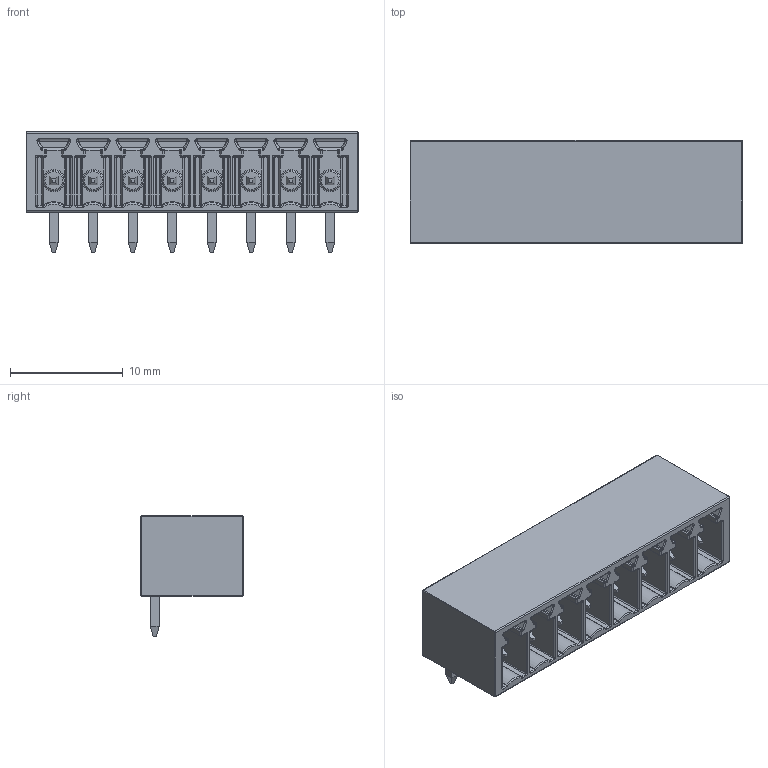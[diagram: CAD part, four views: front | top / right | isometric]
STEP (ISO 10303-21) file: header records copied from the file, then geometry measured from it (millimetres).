
FILE_DESCRIPTION(/* description */ (''),/* implementation_level */ '2;1');
FILE_NAME(/* name */ 'Molex - 395021008.step',/* time_stamp */ '2020-06-25T15:26:03+01:00',/* author */ (''),/* organization */ (''),/* preprocessor_version */ 'ST-DEVELOPER v18.1',/* originating_system */ 'Autodesk Translation Framework v9.3.0.1241',/* authorisation */ '');
FILE_SCHEMA (('AUTOMOTIVE_DESIGN { 1 0 10303 214 3 1 1 }'));
Length unit declared in the file: inch
Products named in the file (1): Molex - 395021008
Bounding box: 29.46 x 9.14 x 10.67 mm (x, y, z)
Volume: 1009.7 mm3; surface area: 2685.9 mm2
Topology: 1 solids, 1 shells, 1186 faces, 2648 edges, 1488 vertices
Faces by surface type: cylinder 428, plane 310, torus 168, bspline 152, sphere 128
Full cylindrical faces by diameter (mm): 1.778 x8
Entity records: 40185 total; most frequent: CARTESIAN_POINT 14107, DIRECTION 5622, ORIENTED_EDGE 5296, EDGE_CURVE 2648, AXIS2_PLACEMENT_3D 2227, VERTEX_POINT 1488, EDGE_LOOP 1210, CIRCLE 1192
